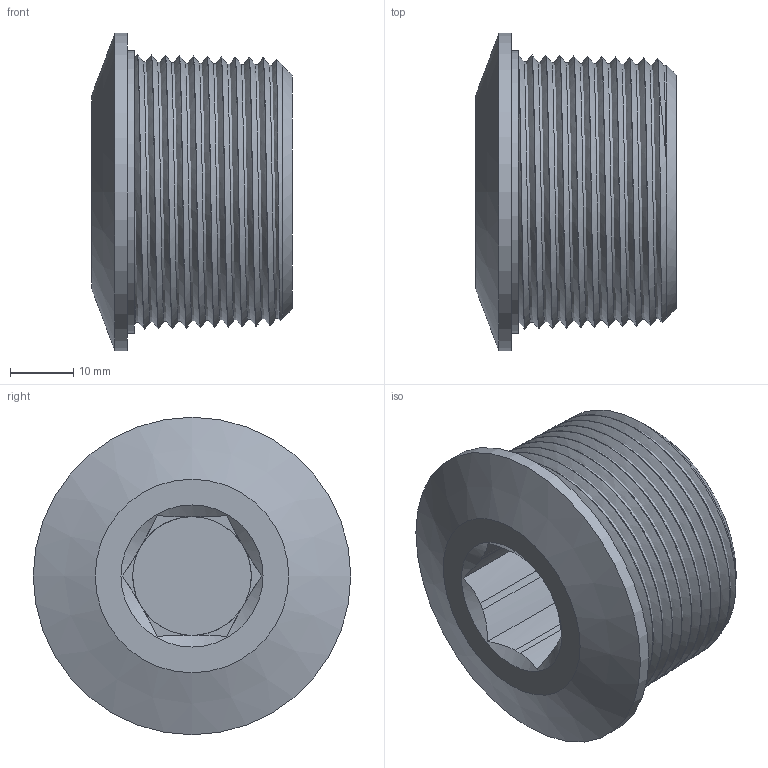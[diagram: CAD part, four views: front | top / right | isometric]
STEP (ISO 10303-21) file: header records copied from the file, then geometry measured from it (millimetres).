
FILE_DESCRIPTION(/* description */ ('VSS-Innensechskant NPT 1 1/4"'),/* implementation_level */ '2;1');
FILE_NAME(/* name */ 'CQA4500YXN-RST.stp',/* time_stamp */ '2021-03-30T14:12:50+02:00',/* author */ ('sl'),/* organization */ (''),/* preprocessor_version */ 'ST-DEVELOPER v16.5',/* originating_system */ 'Autodesk Inventor 2017',/* authorisation */ '');
FILE_SCHEMA (('AUTOMOTIVE_DESIGN { 1 0 10303 214 3 1 1 }'));
Length unit declared in the file: millimetre
Products named in the file (1): CQA4500YXN
Bounding box: 31.6 x 50 x 50 mm (x, y, z)
Volume: 38810.6 mm3; surface area: 14696.1 mm2
Topology: 1 solids, 1 shells, 35 faces, 86 edges, 55 vertices
Faces by surface type: cylinder 15, plane 11, cone 5, bspline 4
Full cylindrical faces by diameter (mm): 18.678 x1, 44.585 x1, 50 x1
Entity records: 3894 total; most frequent: CARTESIAN_POINT 3104, ORIENTED_EDGE 154, DIRECTION 154, EDGE_CURVE 76, AXIS2_PLACEMENT_3D 68, VERTEX_POINT 52, EDGE_LOOP 44, CIRCLE 36
